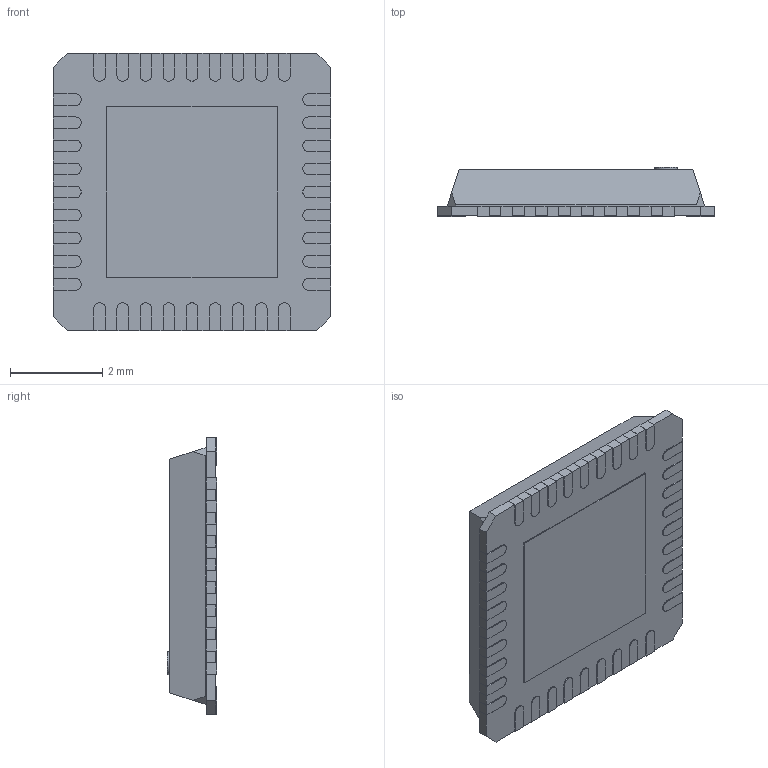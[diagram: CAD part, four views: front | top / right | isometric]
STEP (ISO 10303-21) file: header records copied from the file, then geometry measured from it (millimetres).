
FILE_DESCRIPTION(/* description */ (''),/* implementation_level */ '2;1');
FILE_NAME(/* name */ 'QFN-36.stp',/* time_stamp */ '2018-08-11T23:36:37+03:00',/* author */ ('agorshenin'),/* organization */ (''),/* preprocessor_version */ 'ST-DEVELOPER v17',/* originating_system */ 'Autodesk Inventor 2019',/* authorisation */ '');
FILE_SCHEMA (('AUTOMOTIVE_DESIGN { 1 0 10303 214 3 1 1 }'));
Length unit declared in the file: millimetre
Products named in the file (1): QFN-36
Bounding box: 6 x 1.07 x 6 mm (x, y, z)
Volume: 30.1 mm3; surface area: 143.4 mm2
Topology: 2 solids, 2 shells, 395 faces, 1095 edges, 706 vertices
Faces by surface type: plane 322, cylinder 73
Full cylindrical faces by diameter (mm): 0.5 x1
Entity records: 12848 total; most frequent: CARTESIAN_POINT 2197, ORIENTED_EDGE 2190, DIRECTION 2033, EDGE_CURVE 1095, LINE 949, VECTOR 949, VERTEX_POINT 706, AXIS2_PLACEMENT_3D 542
